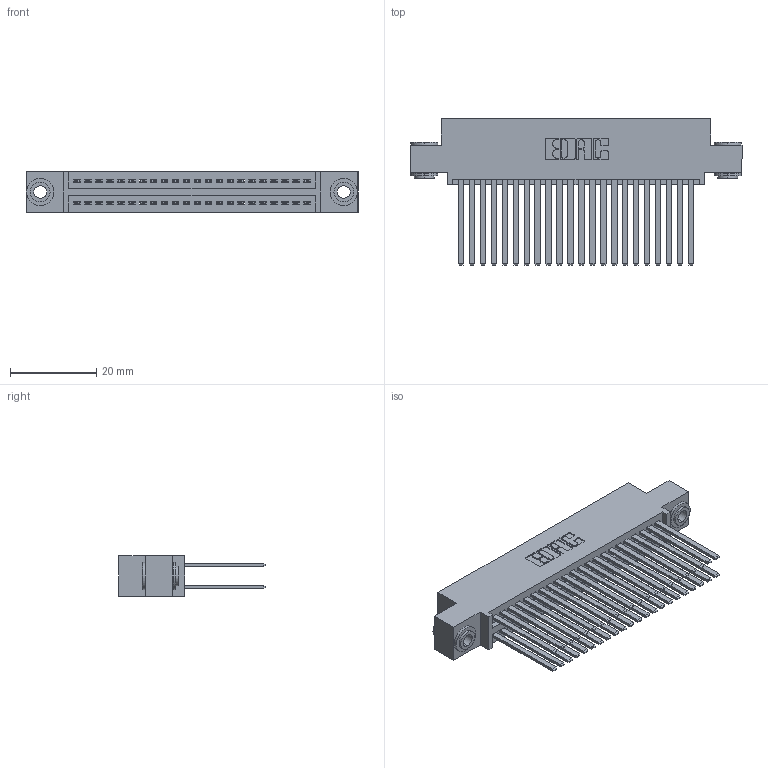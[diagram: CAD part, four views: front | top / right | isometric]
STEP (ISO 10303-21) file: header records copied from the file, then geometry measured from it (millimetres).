
FILE_DESCRIPTION (( 'STEP AP203' ), '1' );
FILE_NAME ('345-044-544-503.STEP', '2018-09-08T21:32:10', ( '' ), ( '' ), 'SwSTEP 2.0', 'SolidWorks 2016', '' );
FILE_SCHEMA (( 'CONFIG_CONTROL_DESIGN' ));
Length unit declared in the file: inch
Products named in the file (4): 345 Part_0.110 Offset - 0.156 Dia-TH; 345-292-001_345-293-144; 345-250-002_345-250-002-102; 345-044-544-503
Assembly tree (47 placements, depth 2):
  345-044-544-503
    345 Part_0.110 Offset - 0.156 Dia-TH
    345-292-001_345-293-144  x44
    345-250-002_345-250-002-102  x2
Bounding box: 77.09 x 33.96 x 9.4 mm (x, y, z)
Volume: 7865.7 mm3; surface area: 13345 mm2
Topology: 47 solids, 47 shells, 2104 faces, 6193 edges, 4066 vertices
Faces by surface type: plane 1370, cylinder 726, cone 8
Entity records: 20552 total; most frequent: CARTESIAN_POINT 3439, ORIENTED_EDGE 3366, DIRECTION 3085, EDGE_CURVE 1683, VECTOR 1443, LINE 1443, VERTEX_POINT 1118, AXIS2_PLACEMENT_3D 821
